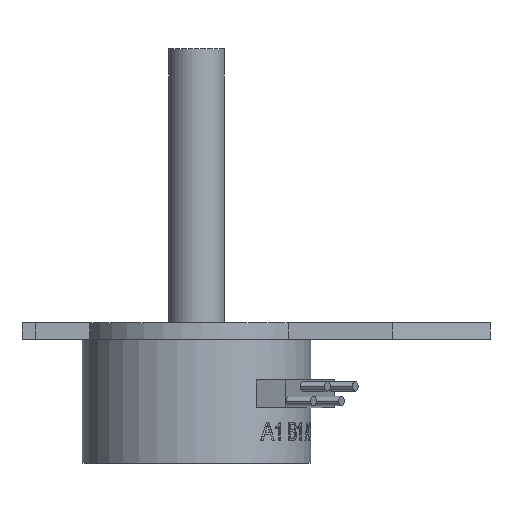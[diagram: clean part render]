
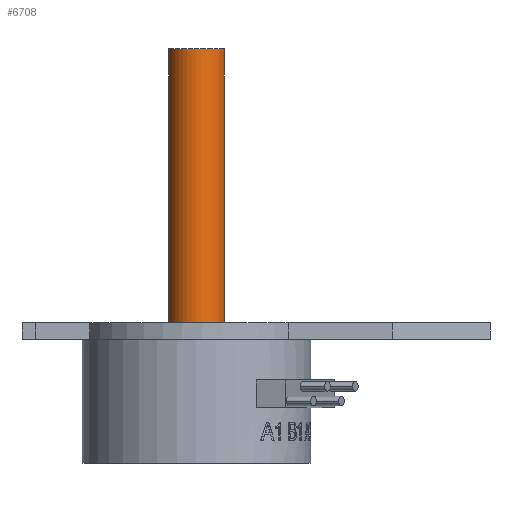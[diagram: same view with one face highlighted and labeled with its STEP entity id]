
A CAD part, front view. The second image highlights one B-rep face of the part: STEP entity #6708.
In plain terms, the highlighted cylindrical face has radius 0.85 mm (diameter 1.7 mm), a partial arc.
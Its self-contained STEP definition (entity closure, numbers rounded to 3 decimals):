
#125 = AXIS2_PLACEMENT_3D ( 'NONE', #7508, #6037, #2485 ) ;
#162 = CARTESIAN_POINT ( 'NONE',  ( 0.85, 0., 4.3 ) ) ;
#543 = CARTESIAN_POINT ( 'NONE',  ( -0.85, 0., 12.7 ) ) ;
#1340 = EDGE_CURVE ( 'NONE', #5630, #5456, #9300, .T. ) ;
#1590 = CYLINDRICAL_SURFACE ( 'NONE', #125, 0.85 ) ;
#1779 = CARTESIAN_POINT ( 'NONE',  ( 0., 0., 12.7 ) ) ;
#1811 = DIRECTION ( 'NONE',  ( 0., 0., 1. ) ) ;
#1909 = CARTESIAN_POINT ( 'NONE',  ( 0., 0., 4.3 ) ) ;
#2059 = FACE_OUTER_BOUND ( 'NONE', #7909, .T. ) ;
#2393 = EDGE_CURVE ( 'NONE', #9172, #5630, #8659, .T. ) ;
#2485 = DIRECTION ( 'NONE',  ( -1., 0., 0. ) ) ;
#2506 = DIRECTION ( 'NONE',  ( 0., 0., 1. ) ) ;
#2545 = DIRECTION ( 'NONE',  ( 1., 0., 0. ) ) ;
#2626 = AXIS2_PLACEMENT_3D ( 'NONE', #1779, #1811, #2545 ) ;
#2642 = DIRECTION ( 'NONE',  ( 0., 0., -1. ) ) ;
#2893 = ORIENTED_EDGE ( 'NONE', *, *, #3870, .T. ) ;
#3198 = DIRECTION ( 'NONE',  ( 0., 0., -1. ) ) ;
#3741 = VECTOR ( 'NONE', #2642, 1000. ) ;
#3870 = EDGE_CURVE ( 'NONE', #5384, #5456, #7238, .T. ) ;
#5024 = ORIENTED_EDGE ( 'NONE', *, *, #1340, .F. ) ;
#5058 = CARTESIAN_POINT ( 'NONE',  ( -0.85, 0., 12.7 ) ) ;
#5384 = VERTEX_POINT ( 'NONE', #9503 ) ;
#5456 = VERTEX_POINT ( 'NONE', #162 ) ;
#5630 = VERTEX_POINT ( 'NONE', #7742 ) ;
#6037 = DIRECTION ( 'NONE',  ( 0., 0., -1. ) ) ;
#6362 = DIRECTION ( 'NONE',  ( 1., 0., 0. ) ) ;
#6708 = ADVANCED_FACE ( 'NONE', ( #2059 ), #1590, .T. ) ;
#7041 = ORIENTED_EDGE ( 'NONE', *, *, #2393, .F. ) ;
#7238 = CIRCLE ( 'NONE', #8981, 0.85 ) ;
#7333 = VECTOR ( 'NONE', #3198, 1000. ) ;
#7337 = LINE ( 'NONE', #543, #3741 ) ;
#7508 = CARTESIAN_POINT ( 'NONE',  ( 0., 0., 12.7 ) ) ;
#7742 = CARTESIAN_POINT ( 'NONE',  ( 0.85, 0., 12.7 ) ) ;
#7753 = ORIENTED_EDGE ( 'NONE', *, *, #9153, .T. ) ;
#7909 = EDGE_LOOP ( 'NONE', ( #5024, #7041, #7753, #2893 ) ) ;
#8659 = CIRCLE ( 'NONE', #2626, 0.85 ) ;
#8973 = CARTESIAN_POINT ( 'NONE',  ( 0.85, 0., 12.7 ) ) ;
#8981 = AXIS2_PLACEMENT_3D ( 'NONE', #1909, #2506, #6362 ) ;
#9153 = EDGE_CURVE ( 'NONE', #9172, #5384, #7337, .T. ) ;
#9172 = VERTEX_POINT ( 'NONE', #5058 ) ;
#9300 = LINE ( 'NONE', #8973, #7333 ) ;
#9503 = CARTESIAN_POINT ( 'NONE',  ( -0.85, 0., 4.3 ) ) ;
